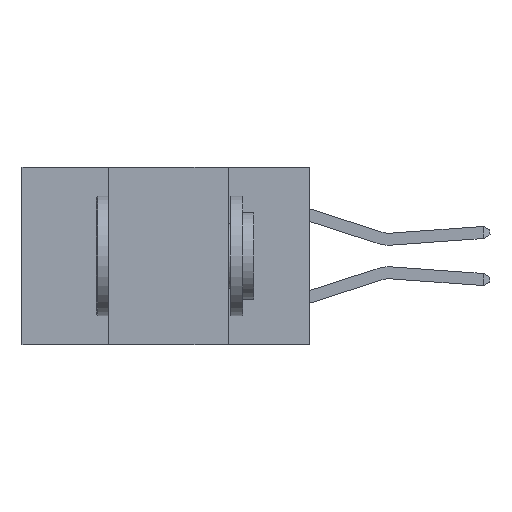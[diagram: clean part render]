
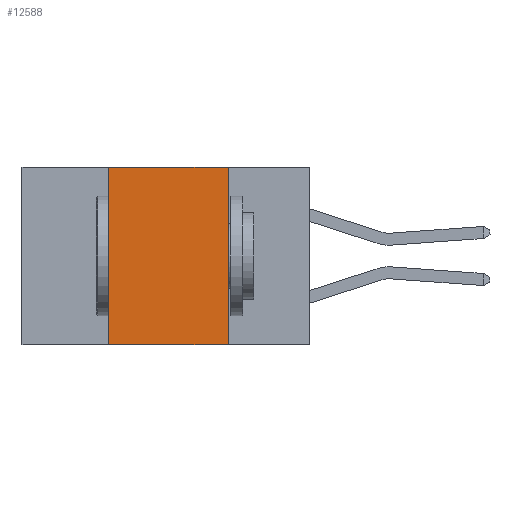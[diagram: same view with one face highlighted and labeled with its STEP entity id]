
A CAD part, left-side view. The second image highlights one B-rep face of the part: STEP entity #12588.
In plain terms, the highlighted planar face has unit normal (-1, 0, 0).
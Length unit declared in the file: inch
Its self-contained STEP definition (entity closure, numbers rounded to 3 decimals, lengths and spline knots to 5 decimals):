
#241 = VERTEX_POINT ( 'NONE', #3633 ) ;
#445 = ORIENTED_EDGE ( 'NONE', *, *, #11788, .T. ) ;
#624 = CARTESIAN_POINT ( 'NONE',  ( 0., 0.42, 0. ) ) ;
#1143 = DIRECTION ( 'NONE',  ( 0., 0., 1. ) ) ;
#1169 = EDGE_LOOP ( 'NONE', ( #11483, #11936, #12391, #445 ) ) ;
#1275 = DIRECTION ( 'NONE',  ( 0., -1., 0. ) ) ;
#1958 = CARTESIAN_POINT ( 'NONE',  ( 0., 0.42, 0. ) ) ;
#2398 = DIRECTION ( 'NONE',  ( 0., 0., -1. ) ) ;
#2430 = EDGE_CURVE ( 'NONE', #3190, #241, #3250, .T. ) ;
#3190 = VERTEX_POINT ( 'NONE', #624 ) ;
#3191 = VECTOR ( 'NONE', #2398, 39.37008 ) ;
#3250 = LINE ( 'NONE', #12187, #12718 ) ;
#3321 = CARTESIAN_POINT ( 'NONE',  ( 0., 0.6, -0.37 ) ) ;
#3633 = CARTESIAN_POINT ( 'NONE',  ( 0., 0.17, 0. ) ) ;
#3749 = VECTOR ( 'NONE', #1143, 39.37008 ) ;
#4566 = EDGE_CURVE ( 'NONE', #241, #6293, #10687, .T. ) ;
#4633 = VERTEX_POINT ( 'NONE', #6857 ) ;
#5135 = AXIS2_PLACEMENT_3D ( 'NONE', #11254, #5404, #12251 ) ;
#5404 = DIRECTION ( 'NONE',  ( 1., 0., 0. ) ) ;
#5430 = LINE ( 'NONE', #3321, #5733 ) ;
#5728 = CARTESIAN_POINT ( 'NONE',  ( 0., 0.17, -0.37 ) ) ;
#5733 = VECTOR ( 'NONE', #1275, 39.37008 ) ;
#6293 = VERTEX_POINT ( 'NONE', #5728 ) ;
#6857 = CARTESIAN_POINT ( 'NONE',  ( 0., 0.42, -0.37 ) ) ;
#7881 = EDGE_CURVE ( 'NONE', #4633, #3190, #11541, .T. ) ;
#9326 = PLANE ( 'NONE',  #5135 ) ;
#10687 = LINE ( 'NONE', #12365, #3191 ) ;
#11254 = CARTESIAN_POINT ( 'NONE',  ( 0., 0.6, 0. ) ) ;
#11483 = ORIENTED_EDGE ( 'NONE', *, *, #4566, .F. ) ;
#11541 = LINE ( 'NONE', #1958, #3749 ) ;
#11788 = EDGE_CURVE ( 'NONE', #4633, #6293, #5430, .T. ) ;
#11848 = FACE_OUTER_BOUND ( 'NONE', #1169, .T. ) ;
#11936 = ORIENTED_EDGE ( 'NONE', *, *, #2430, .F. ) ;
#12187 = CARTESIAN_POINT ( 'NONE',  ( 0., 0.6, 0. ) ) ;
#12251 = DIRECTION ( 'NONE',  ( 0., 0., -1. ) ) ;
#12365 = CARTESIAN_POINT ( 'NONE',  ( 0., 0.17, 0. ) ) ;
#12391 = ORIENTED_EDGE ( 'NONE', *, *, #7881, .F. ) ;
#12588 = ADVANCED_FACE ( 'NONE', ( #11848 ), #9326, .F. ) ;
#12718 = VECTOR ( 'NONE', #12755, 39.37008 ) ;
#12755 = DIRECTION ( 'NONE',  ( 0., -1., 0. ) ) ;
